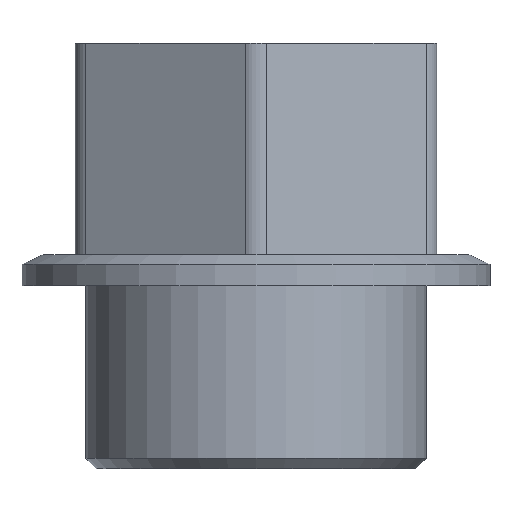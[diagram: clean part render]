
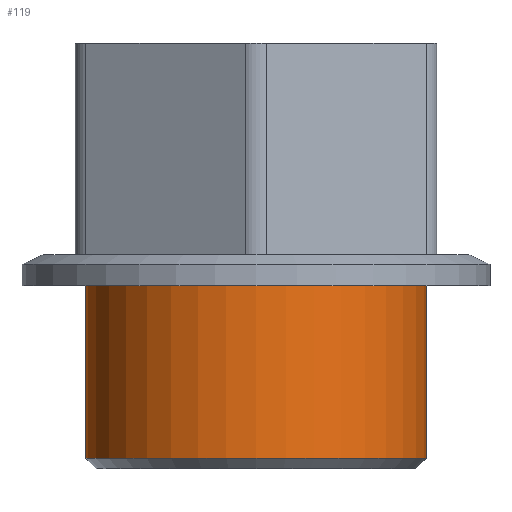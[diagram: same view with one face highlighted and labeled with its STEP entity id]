
A CAD part, front view. The second image highlights one B-rep face of the part: STEP entity #119.
In plain terms, the highlighted cylindrical face has radius 8 mm (diameter 16 mm), a full revolution.
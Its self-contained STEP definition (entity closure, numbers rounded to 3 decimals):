
#119 = ADVANCED_FACE( '', ( #242, #243 ), #244, .T. );
#242 = FACE_OUTER_BOUND( '', #363, .T. );
#243 = FACE_OUTER_BOUND( '', #364, .T. );
#244 = CYLINDRICAL_SURFACE( '', #365, 8. );
#363 = EDGE_LOOP( '', ( #615 ) );
#364 = EDGE_LOOP( '', ( #616 ) );
#365 = AXIS2_PLACEMENT_3D( '', #617, #618, #619 );
#615 = ORIENTED_EDGE( '', *, *, #729, .T. );
#616 = ORIENTED_EDGE( '', *, *, #742, .F. );
#617 = CARTESIAN_POINT( '', ( 0., 0., 7.487 ) );
#618 = DIRECTION( '', ( 0., 0., -1. ) );
#619 = DIRECTION( '', ( 1., 0., 0. ) );
#729 = EDGE_CURVE( '', #876, #876, #877, .T. );
#742 = EDGE_CURVE( '', #897, #897, #898, .T. );
#876 = VERTEX_POINT( '', #1075 );
#877 = CIRCLE( '', #1076, 8. );
#897 = VERTEX_POINT( '', #1101 );
#898 = CIRCLE( '', #1102, 8. );
#1075 = CARTESIAN_POINT( '', ( 8., 0., 0.5 ) );
#1076 = AXIS2_PLACEMENT_3D( '', #1253, #1254, #1255 );
#1101 = CARTESIAN_POINT( '', ( 8., 0., 10. ) );
#1102 = AXIS2_PLACEMENT_3D( '', #1270, #1271, #1272 );
#1253 = CARTESIAN_POINT( '', ( 0., 0., 0.5 ) );
#1254 = DIRECTION( '', ( 0., 0., 1. ) );
#1255 = DIRECTION( '', ( 1., 0., 0. ) );
#1270 = CARTESIAN_POINT( '', ( 0., 0., 10. ) );
#1271 = DIRECTION( '', ( 0., 0., 1. ) );
#1272 = DIRECTION( '', ( 1., 0., 0. ) );
